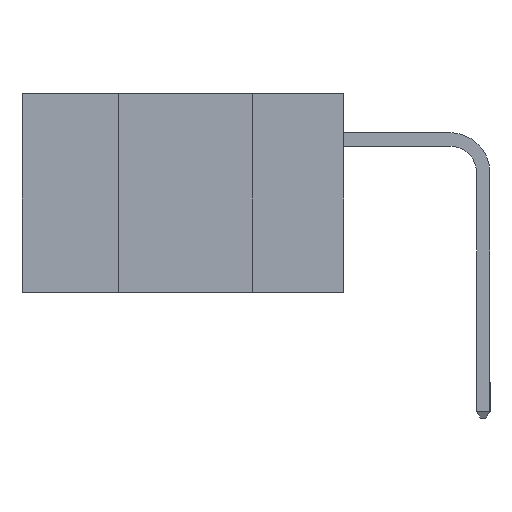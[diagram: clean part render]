
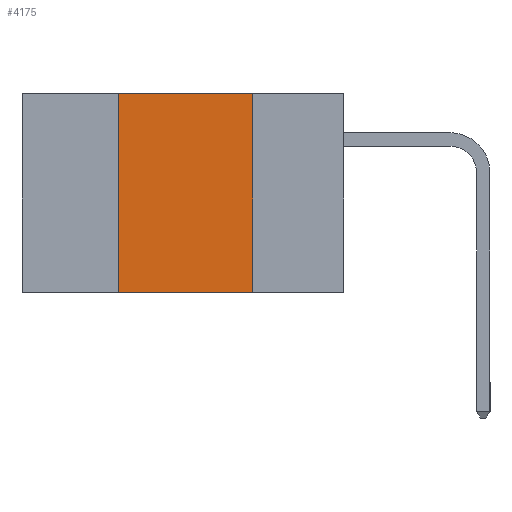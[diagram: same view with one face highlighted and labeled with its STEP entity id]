
A CAD part, left-side view. The second image highlights one B-rep face of the part: STEP entity #4175.
In plain terms, the highlighted planar face has unit normal (-1, 0, 0).
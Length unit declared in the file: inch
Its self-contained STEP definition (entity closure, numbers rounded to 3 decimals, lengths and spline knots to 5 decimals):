
#123 = DIRECTION ( 'NONE',  ( 0., -1., 0. ) ) ;
#356 = DIRECTION ( 'NONE',  ( 0., -1., 0. ) ) ;
#849 = FACE_OUTER_BOUND ( 'NONE', #1355, .T. ) ;
#961 = LINE ( 'NONE', #4375, #10972 ) ;
#1012 = VECTOR ( 'NONE', #7846, 39.37008 ) ;
#1355 = EDGE_LOOP ( 'NONE', ( #6249, #6259, #10911, #3064 ) ) ;
#1393 = CARTESIAN_POINT ( 'NONE',  ( 0., 0.42, 0. ) ) ;
#1749 = CARTESIAN_POINT ( 'NONE',  ( 0., 0.6, 0. ) ) ;
#1806 = PLANE ( 'NONE',  #7867 ) ;
#1832 = LINE ( 'NONE', #8767, #1012 ) ;
#2198 = EDGE_CURVE ( 'NONE', #6852, #6086, #1832, .T. ) ;
#2204 = CARTESIAN_POINT ( 'NONE',  ( 0., 0.6, -0.37 ) ) ;
#2226 = CARTESIAN_POINT ( 'NONE',  ( 0., 0.42, -0.37 ) ) ;
#2718 = VECTOR ( 'NONE', #356, 39.37008 ) ;
#2941 = VERTEX_POINT ( 'NONE', #6661 ) ;
#3064 = ORIENTED_EDGE ( 'NONE', *, *, #8479, .T. ) ;
#3784 = EDGE_CURVE ( 'NONE', #6117, #6852, #961, .T. ) ;
#4175 = ADVANCED_FACE ( 'NONE', ( #849 ), #1806, .F. ) ;
#4375 = CARTESIAN_POINT ( 'NONE',  ( 0., 0.6, 0. ) ) ;
#5661 = LINE ( 'NONE', #2226, #8429 ) ;
#5900 = DIRECTION ( 'NONE',  ( 0., 0., 1. ) ) ;
#6075 = EDGE_CURVE ( 'NONE', #2941, #6117, #5661, .T. ) ;
#6086 = VERTEX_POINT ( 'NONE', #7419 ) ;
#6117 = VERTEX_POINT ( 'NONE', #1393 ) ;
#6249 = ORIENTED_EDGE ( 'NONE', *, *, #2198, .F. ) ;
#6259 = ORIENTED_EDGE ( 'NONE', *, *, #3784, .F. ) ;
#6661 = CARTESIAN_POINT ( 'NONE',  ( 0., 0.42, -0.37 ) ) ;
#6820 = DIRECTION ( 'NONE',  ( 0., 0., -1. ) ) ;
#6852 = VERTEX_POINT ( 'NONE', #7207 ) ;
#6867 = DIRECTION ( 'NONE',  ( 1., 0., 0. ) ) ;
#7207 = CARTESIAN_POINT ( 'NONE',  ( 0., 0.17, 0. ) ) ;
#7419 = CARTESIAN_POINT ( 'NONE',  ( 0., 0.17, -0.37 ) ) ;
#7846 = DIRECTION ( 'NONE',  ( 0., 0., -1. ) ) ;
#7867 = AXIS2_PLACEMENT_3D ( 'NONE', #1749, #6867, #6820 ) ;
#8429 = VECTOR ( 'NONE', #5900, 39.37008 ) ;
#8479 = EDGE_CURVE ( 'NONE', #2941, #6086, #9954, .T. ) ;
#8767 = CARTESIAN_POINT ( 'NONE',  ( 0., 0.17, -0.37 ) ) ;
#9954 = LINE ( 'NONE', #2204, #2718 ) ;
#10911 = ORIENTED_EDGE ( 'NONE', *, *, #6075, .F. ) ;
#10972 = VECTOR ( 'NONE', #123, 39.37008 ) ;
